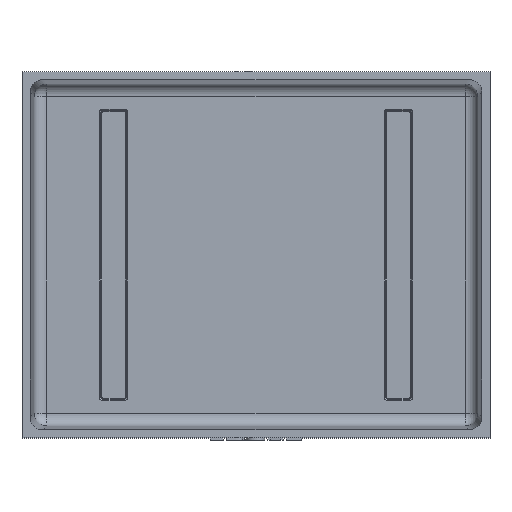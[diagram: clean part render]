
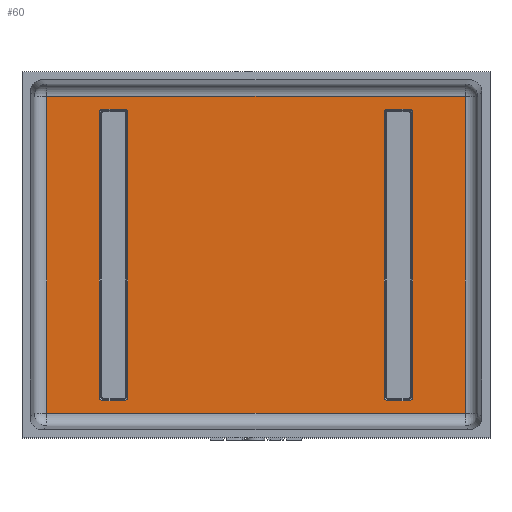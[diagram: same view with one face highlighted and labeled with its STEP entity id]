
A CAD part, top view. The second image highlights one B-rep face of the part: STEP entity #60.
In plain terms, the highlighted planar face has unit normal (0, 0, 1).
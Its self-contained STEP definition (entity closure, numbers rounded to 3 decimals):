
#60 = ADVANCED_FACE( '', ( #182, #183, #184 ), #185, .F. );
#182 = FACE_BOUND( '', #435, .T. );
#183 = FACE_BOUND( '', #436, .T. );
#184 = FACE_OUTER_BOUND( '', #437, .T. );
#185 = PLANE( '', #438 );
#435 = EDGE_LOOP( '', ( #1383, #1384, #1385, #1386, #1387, #1388, #1389, #1390 ) );
#436 = EDGE_LOOP( '', ( #1391, #1392, #1393, #1394, #1395, #1396, #1397, #1398 ) );
#437 = EDGE_LOOP( '', ( #1399, #1400, #1401, #1402 ) );
#438 = AXIS2_PLACEMENT_3D( '', #1403, #1404, #1405 );
#1383 = ORIENTED_EDGE( '', *, *, #2074, .F. );
#1384 = ORIENTED_EDGE( '', *, *, #2076, .F. );
#1385 = ORIENTED_EDGE( '', *, *, #2077, .F. );
#1386 = ORIENTED_EDGE( '', *, *, #2078, .F. );
#1387 = ORIENTED_EDGE( '', *, *, #2079, .F. );
#1388 = ORIENTED_EDGE( '', *, *, #2080, .F. );
#1389 = ORIENTED_EDGE( '', *, *, #2081, .F. );
#1390 = ORIENTED_EDGE( '', *, *, #2082, .F. );
#1391 = ORIENTED_EDGE( '', *, *, #2083, .F. );
#1392 = ORIENTED_EDGE( '', *, *, #2084, .F. );
#1393 = ORIENTED_EDGE( '', *, *, #2085, .F. );
#1394 = ORIENTED_EDGE( '', *, *, #2086, .F. );
#1395 = ORIENTED_EDGE( '', *, *, #2087, .F. );
#1396 = ORIENTED_EDGE( '', *, *, #2088, .F. );
#1397 = ORIENTED_EDGE( '', *, *, #2089, .F. );
#1398 = ORIENTED_EDGE( '', *, *, #2090, .F. );
#1399 = ORIENTED_EDGE( '', *, *, #2091, .T. );
#1400 = ORIENTED_EDGE( '', *, *, #2092, .T. );
#1401 = ORIENTED_EDGE( '', *, *, #2093, .F. );
#1402 = ORIENTED_EDGE( '', *, *, #2094, .T. );
#1403 = CARTESIAN_POINT( '', ( 291.099, -236.175, -155.067 ) );
#1404 = DIRECTION( '', ( 0., 0., -1. ) );
#1405 = DIRECTION( '', ( -1., 0., 0. ) );
#2074 = EDGE_CURVE( '', #2353, #2355, #2356, .T. );
#2076 = EDGE_CURVE( '', #2358, #2353, #2359, .T. );
#2077 = EDGE_CURVE( '', #2360, #2358, #2361, .T. );
#2078 = EDGE_CURVE( '', #2362, #2360, #2363, .T. );
#2079 = EDGE_CURVE( '', #2364, #2362, #2365, .T. );
#2080 = EDGE_CURVE( '', #2366, #2364, #2367, .T. );
#2081 = EDGE_CURVE( '', #2368, #2366, #2369, .T. );
#2082 = EDGE_CURVE( '', #2355, #2368, #2370, .T. );
#2083 = EDGE_CURVE( '', #2371, #2372, #2373, .T. );
#2084 = EDGE_CURVE( '', #2374, #2371, #2375, .T. );
#2085 = EDGE_CURVE( '', #2376, #2374, #2377, .T. );
#2086 = EDGE_CURVE( '', #2378, #2376, #2379, .T. );
#2087 = EDGE_CURVE( '', #2380, #2378, #2381, .T. );
#2088 = EDGE_CURVE( '', #2382, #2380, #2383, .T. );
#2089 = EDGE_CURVE( '', #2384, #2382, #2385, .T. );
#2090 = EDGE_CURVE( '', #2372, #2384, #2386, .T. );
#2091 = EDGE_CURVE( '', #2387, #2388, #2389, .T. );
#2092 = EDGE_CURVE( '', #2388, #2390, #2391, .T. );
#2093 = EDGE_CURVE( '', #2392, #2390, #2393, .T. );
#2094 = EDGE_CURVE( '', #2392, #2387, #2394, .T. );
#2353 = VERTEX_POINT( '', #3009 );
#2355 = VERTEX_POINT( '', #3011 );
#2356 = CIRCLE( '', #3012, 4.254 );
#2358 = VERTEX_POINT( '', #3014 );
#2359 = LINE( '', #3015, #3016 );
#2360 = VERTEX_POINT( '', #3017 );
#2361 = CIRCLE( '', #3018, 4.255 );
#2362 = VERTEX_POINT( '', #3019 );
#2363 = LINE( '', #3020, #3021 );
#2364 = VERTEX_POINT( '', #3022 );
#2365 = CIRCLE( '', #3023, 4.255 );
#2366 = VERTEX_POINT( '', #3024 );
#2367 = LINE( '', #3025, #3026 );
#2368 = VERTEX_POINT( '', #3027 );
#2369 = CIRCLE( '', #3028, 4.254 );
#2370 = LINE( '', #3029, #3030 );
#2371 = VERTEX_POINT( '', #3031 );
#2372 = VERTEX_POINT( '', #3032 );
#2373 = CIRCLE( '', #3033, 4.254 );
#2374 = VERTEX_POINT( '', #3034 );
#2375 = LINE( '', #3035, #3036 );
#2376 = VERTEX_POINT( '', #3037 );
#2377 = CIRCLE( '', #3038, 4.254 );
#2378 = VERTEX_POINT( '', #3039 );
#2379 = LINE( '', #3040, #3041 );
#2380 = VERTEX_POINT( '', #3042 );
#2381 = CIRCLE( '', #3043, 4.255 );
#2382 = VERTEX_POINT( '', #3044 );
#2383 = LINE( '', #3045, #3046 );
#2384 = VERTEX_POINT( '', #3047 );
#2385 = CIRCLE( '', #3048, 4.255 );
#2386 = LINE( '', #3049, #3050 );
#2387 = VERTEX_POINT( '', #3051 );
#2388 = VERTEX_POINT( '', #3052 );
#2389 = LINE( '', #3053, #3054 );
#2390 = VERTEX_POINT( '', #3055 );
#2391 = LINE( '', #3056, #3057 );
#2392 = VERTEX_POINT( '', #3058 );
#2393 = LINE( '', #3059, #3060 );
#2394 = LINE( '', #3061, #3062 );
#3009 = CARTESIAN_POINT( '', ( -160.21, 177.8, -155.067 ) );
#3011 = CARTESIAN_POINT( '', ( -164.465, 182.055, -155.067 ) );
#3012 = AXIS2_PLACEMENT_3D( '', #3638, #3639, #3640 );
#3014 = CARTESIAN_POINT( '', ( -160.21, -177.8, -155.067 ) );
#3015 = CARTESIAN_POINT( '', ( -160.21, -177.8, -155.067 ) );
#3016 = VECTOR( '', #3644, 1000. );
#3017 = CARTESIAN_POINT( '', ( -164.465, -182.054, -155.067 ) );
#3018 = AXIS2_PLACEMENT_3D( '', #3645, #3646, #3647 );
#3019 = CARTESIAN_POINT( '', ( -191.135, -182.054, -155.067 ) );
#3020 = CARTESIAN_POINT( '', ( -191.135, -182.054, -155.067 ) );
#3021 = VECTOR( '', #3648, 1000. );
#3022 = CARTESIAN_POINT( '', ( -195.389, -177.8, -155.067 ) );
#3023 = AXIS2_PLACEMENT_3D( '', #3649, #3650, #3651 );
#3024 = CARTESIAN_POINT( '', ( -195.389, 177.8, -155.067 ) );
#3025 = CARTESIAN_POINT( '', ( -195.389, 177.8, -155.067 ) );
#3026 = VECTOR( '', #3652, 1000. );
#3027 = CARTESIAN_POINT( '', ( -191.135, 182.055, -155.067 ) );
#3028 = AXIS2_PLACEMENT_3D( '', #3653, #3654, #3655 );
#3029 = CARTESIAN_POINT( '', ( -164.465, 182.055, -155.067 ) );
#3030 = VECTOR( '', #3656, 1000. );
#3031 = CARTESIAN_POINT( '', ( 195.39, 177.8, -155.067 ) );
#3032 = CARTESIAN_POINT( '', ( 191.135, 182.055, -155.067 ) );
#3033 = AXIS2_PLACEMENT_3D( '', #3657, #3658, #3659 );
#3034 = CARTESIAN_POINT( '', ( 195.39, -177.8, -155.067 ) );
#3035 = CARTESIAN_POINT( '', ( 195.39, -177.8, -155.067 ) );
#3036 = VECTOR( '', #3660, 1000. );
#3037 = CARTESIAN_POINT( '', ( 191.135, -182.054, -155.067 ) );
#3038 = AXIS2_PLACEMENT_3D( '', #3661, #3662, #3663 );
#3039 = CARTESIAN_POINT( '', ( 164.465, -182.054, -155.067 ) );
#3040 = CARTESIAN_POINT( '', ( 164.465, -182.054, -155.067 ) );
#3041 = VECTOR( '', #3664, 1000. );
#3042 = CARTESIAN_POINT( '', ( 160.211, -177.8, -155.067 ) );
#3043 = AXIS2_PLACEMENT_3D( '', #3665, #3666, #3667 );
#3044 = CARTESIAN_POINT( '', ( 160.211, 177.8, -155.067 ) );
#3045 = CARTESIAN_POINT( '', ( 160.211, 177.8, -155.067 ) );
#3046 = VECTOR( '', #3668, 1000. );
#3047 = CARTESIAN_POINT( '', ( 164.465, 182.055, -155.067 ) );
#3048 = AXIS2_PLACEMENT_3D( '', #3669, #3670, #3671 );
#3049 = CARTESIAN_POINT( '', ( 191.135, 182.055, -155.067 ) );
#3050 = VECTOR( '', #3672, 1000. );
#3051 = CARTESIAN_POINT( '', ( 261.321, -197.821, -155.067 ) );
#3052 = CARTESIAN_POINT( '', ( 261.321, 197.821, -155.067 ) );
#3053 = CARTESIAN_POINT( '', ( 261.321, -197.821, -155.067 ) );
#3054 = VECTOR( '', #3673, 1000. );
#3055 = CARTESIAN_POINT( '', ( -261.321, 197.821, -155.067 ) );
#3056 = CARTESIAN_POINT( '', ( 261.321, 197.821, -155.067 ) );
#3057 = VECTOR( '', #3674, 1000. );
#3058 = CARTESIAN_POINT( '', ( -261.321, -197.821, -155.067 ) );
#3059 = CARTESIAN_POINT( '', ( -261.321, -197.821, -155.067 ) );
#3060 = VECTOR( '', #3675, 1000. );
#3061 = CARTESIAN_POINT( '', ( -261.321, -197.821, -155.067 ) );
#3062 = VECTOR( '', #3676, 1000. );
#3638 = CARTESIAN_POINT( '', ( -164.465, 177.8, -155.067 ) );
#3639 = DIRECTION( '', ( 0., 0., 1. ) );
#3640 = DIRECTION( '', ( 1., 0., 0. ) );
#3644 = DIRECTION( '', ( 0., 1., 0. ) );
#3645 = CARTESIAN_POINT( '', ( -164.465, -177.8, -155.067 ) );
#3646 = DIRECTION( '', ( 0., 0., 1. ) );
#3647 = DIRECTION( '', ( 0., -1., 0. ) );
#3648 = DIRECTION( '', ( 1., 0., 0. ) );
#3649 = CARTESIAN_POINT( '', ( -191.135, -177.8, -155.067 ) );
#3650 = DIRECTION( '', ( 0., 0., 1. ) );
#3651 = DIRECTION( '', ( -1., 0., 0. ) );
#3652 = DIRECTION( '', ( 0., -1., 0. ) );
#3653 = CARTESIAN_POINT( '', ( -191.135, 177.8, -155.067 ) );
#3654 = DIRECTION( '', ( 0., 0., 1. ) );
#3655 = DIRECTION( '', ( 0., 1., 0. ) );
#3656 = DIRECTION( '', ( -1., 0., 0. ) );
#3657 = CARTESIAN_POINT( '', ( 191.135, 177.8, -155.067 ) );
#3658 = DIRECTION( '', ( 0., 0., 1. ) );
#3659 = DIRECTION( '', ( 1., 0., 0. ) );
#3660 = DIRECTION( '', ( 0., 1., 0. ) );
#3661 = CARTESIAN_POINT( '', ( 191.135, -177.8, -155.067 ) );
#3662 = DIRECTION( '', ( 0., 0., 1. ) );
#3663 = DIRECTION( '', ( 0., -1., 0. ) );
#3664 = DIRECTION( '', ( 1., 0., 0. ) );
#3665 = CARTESIAN_POINT( '', ( 164.465, -177.8, -155.067 ) );
#3666 = DIRECTION( '', ( 0., 0., 1. ) );
#3667 = DIRECTION( '', ( -1., 0., 0. ) );
#3668 = DIRECTION( '', ( 0., -1., 0. ) );
#3669 = CARTESIAN_POINT( '', ( 164.465, 177.8, -155.067 ) );
#3670 = DIRECTION( '', ( 0., 0., 1. ) );
#3671 = DIRECTION( '', ( 0., 1., 0. ) );
#3672 = DIRECTION( '', ( -1., 0., 0. ) );
#3673 = DIRECTION( '', ( 0., 1., 0. ) );
#3674 = DIRECTION( '', ( -1., 0., 0. ) );
#3675 = DIRECTION( '', ( 0., 1., 0. ) );
#3676 = DIRECTION( '', ( 1., 0., 0. ) );
